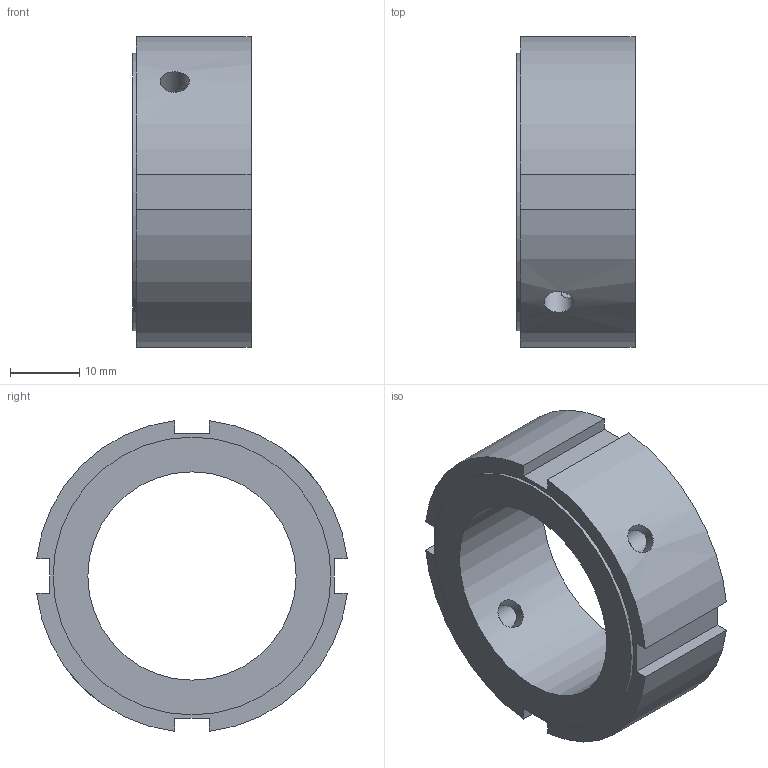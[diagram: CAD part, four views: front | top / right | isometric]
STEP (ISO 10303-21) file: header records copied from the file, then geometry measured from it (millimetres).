
FILE_DESCRIPTION((''),'2;1');
FILE_NAME('FKD ZMV 30.stp','2014-08-08T16:49:33',('fkd-ct1n'),(''),'Autodesk Inventor 2011','Autodesk Inventor 2011','');
FILE_SCHEMA(('AUTOMOTIVE_DESIGN { 1 0 10303 214 1 1 1 1 }'));
Length unit declared in the file: millimetre
Products named in the file (1): FKD ZMV 30
Bounding box: 17 x 44.72 x 44.72 mm (x, y, z)
Volume: 13753.9 mm3; surface area: 6264.1 mm2
Topology: 1 solids, 1 shells, 25 faces, 78 edges, 54 vertices
Faces by surface type: plane 15, cylinder 10
Full cylindrical faces by diameter (mm): 4.134 x2, 4.2 x2, 30 x1, 40 x1
Entity records: 1042 total; most frequent: CARTESIAN_POINT 384, ORIENTED_EDGE 124, DIRECTION 120, EDGE_CURVE 62, VERTEX_POINT 46, EDGE_LOOP 42, AXIS2_PLACEMENT_3D 40, VECTOR 40
